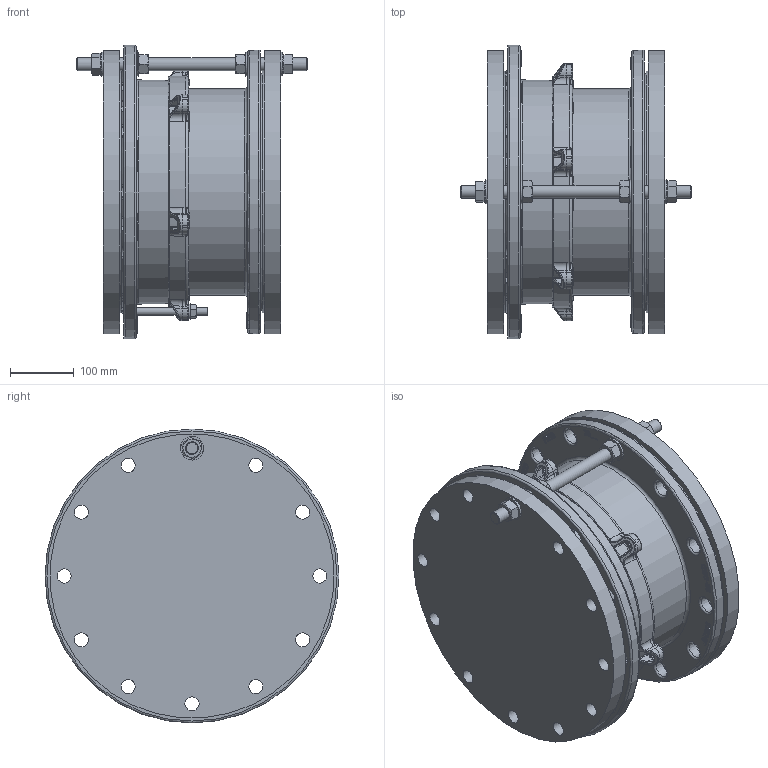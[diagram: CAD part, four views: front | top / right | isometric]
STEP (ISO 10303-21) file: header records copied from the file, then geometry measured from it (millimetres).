
FILE_DESCRIPTION(/* description */ ('PAS-10-CAST-DN300-PN10'),/* implementation_level */ '2;1');
FILE_NAME(/* name */ 'PAS-10-CAST-DN300-PN10.stp',/* time_stamp */ '2017-11-08T14:20:54+01:00',/* author */ ('HP-620 op ssd'),/* organization */ (''),/* preprocessor_version */ 'ST-DEVELOPER v16.5',/* originating_system */ 'Autodesk Inventor 2017',/* authorisation */ '');
FILE_SCHEMA (('AUTOMOTIVE_DESIGN { 1 0 10303 214 3 1 1 }'));
Products named in the file (13): PAS-10-CAST-DN300-PN10; 13000550; DN300-PN10 RF-Fpiece; 13000540; 13005x10; 13000020; Washer-M12-DIN125A-HDG-0001; Nut-M12-ST 8-HDG; DACCAD-Nut-0004; DACCAD-W-0004; Tierod-M20x360-8.8-HDG-0001; ISO 7483 Non-metalic Flat Gasket Inside Bolt Circle - PN 10-M300-3; DIN 2527 Blank Flange Type B - PN 10 B 300 ND 10
Assembly tree (20 placements, depth 2):
  PAS-10-CAST-DN300-PN10
    13000550
    DN300-PN10 RF-Fpiece
    13000540
    13005x10
    13000020
    Washer-M12-DIN125A-HDG-0001
    Nut-M12-ST 8-HDG
    DACCAD-Nut-0004  x4
    DACCAD-W-0004  x4
    Tierod-M20x360-8.8-HDG-0001
    ISO 7483 Non-metalic Flat Gasket Inside Bolt Circle - PN 10-M300-3  x2
    DIN 2527 Blank Flange Type B - PN 10 B 300 ND 10  x2
Bounding box: 360 x 460 x 460 mm (x, y, z)
Volume: 13552663.6 mm3; surface area: 1974167.2 mm2
Topology: 20 solids, 20 shells, 3110 faces, 8310 edges, 5387 vertices
Faces by surface type: bspline 1341, plane 1256, cylinder 190, torus 158, cone 153, sphere 12
Full cylindrical faces by diameter (mm): 10.106 x1, 11.053 x1, 12 x1, 14 x1, 17.2 x1, 17.294 x4, 20 x1, 21 x4, 22 x24, 24 x1, 37 x4, 300 x1, 309.9 x1, 323.9 x2, 324 x2, 331 x1, 378 x2, 445 x2
Entity records: 123877 total; most frequent: CARTESIAN_POINT 54133, ORIENTED_EDGE 16002, DIRECTION 9607, EDGE_CURVE 8001, VERTEX_POINT 5262, LINE 4257, VECTOR 4257, EDGE_LOOP 3431
